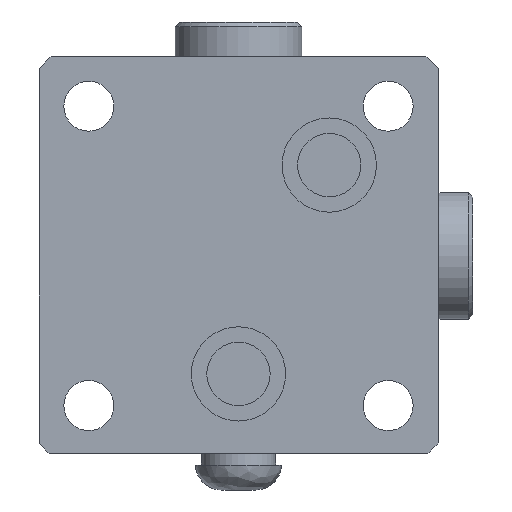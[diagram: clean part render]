
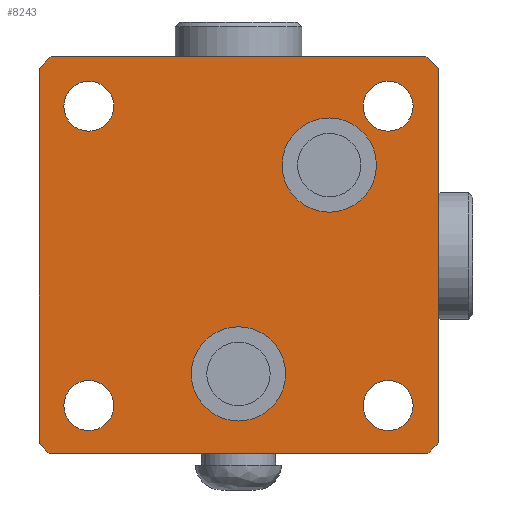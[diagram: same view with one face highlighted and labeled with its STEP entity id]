
A CAD part, front view. The second image highlights one B-rep face of the part: STEP entity #8243.
In plain terms, the highlighted planar face has unit normal (0, -1, 0).
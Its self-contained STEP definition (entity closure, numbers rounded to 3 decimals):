
#553=CARTESIAN_POINT('',(16.497,-19.38,-16.497));
#554=DIRECTION('',(0.,1.,0.));
#555=DIRECTION('',(1.,0.,0.));
#556=AXIS2_PLACEMENT_3D('',#553,#554,#555);
#561=CARTESIAN_POINT('',(16.497,-19.38,-16.497));
#562=DIRECTION('',(0.,1.,0.));
#563=DIRECTION('',(-1.,0.,0.));
#564=AXIS2_PLACEMENT_3D('',#561,#562,#563);
#569=CARTESIAN_POINT('',(-16.497,-19.38,-16.497));
#570=DIRECTION('',(0.,1.,0.));
#571=DIRECTION('',(1.,0.,0.));
#572=AXIS2_PLACEMENT_3D('',#569,#570,#571);
#577=CARTESIAN_POINT('',(-16.497,-19.38,-16.497));
#578=DIRECTION('',(0.,1.,0.));
#579=DIRECTION('',(-1.,0.,0.));
#580=AXIS2_PLACEMENT_3D('',#577,#578,#579);
#585=CARTESIAN_POINT('',(-16.497,-19.38,16.497));
#586=DIRECTION('',(0.,1.,0.));
#587=DIRECTION('',(1.,0.,0.));
#588=AXIS2_PLACEMENT_3D('',#585,#586,#587);
#593=CARTESIAN_POINT('',(-16.497,-19.38,16.497));
#594=DIRECTION('',(0.,1.,0.));
#595=DIRECTION('',(-1.,0.,0.));
#596=AXIS2_PLACEMENT_3D('',#593,#594,#595);
#601=CARTESIAN_POINT('',(16.497,-19.38,16.497));
#602=DIRECTION('',(0.,1.,0.));
#603=DIRECTION('',(1.,0.,0.));
#604=AXIS2_PLACEMENT_3D('',#601,#602,#603);
#609=CARTESIAN_POINT('',(16.497,-19.38,16.497));
#610=DIRECTION('',(0.,1.,0.));
#611=DIRECTION('',(-1.,0.,0.));
#612=AXIS2_PLACEMENT_3D('',#609,#610,#611);
#617=CARTESIAN_POINT('',(10.008,-19.38,10.008));
#618=DIRECTION('',(0.,-1.,0.));
#619=DIRECTION('',(0.,0.,-1.));
#620=AXIS2_PLACEMENT_3D('',#617,#618,#619);
#625=CARTESIAN_POINT('',(10.008,-19.38,10.008));
#626=DIRECTION('',(0.,-1.,0.));
#627=DIRECTION('',(0.,0.,1.));
#628=AXIS2_PLACEMENT_3D('',#625,#626,#627);
#633=CARTESIAN_POINT('',(0.,-19.38,-13.005));
#634=DIRECTION('',(0.,-1.,0.));
#635=DIRECTION('',(0.,0.,-1.));
#636=AXIS2_PLACEMENT_3D('',#633,#634,#635);
#641=CARTESIAN_POINT('',(0.,-19.38,-13.005));
#642=DIRECTION('',(0.,-1.,0.));
#643=DIRECTION('',(0.,0.,1.));
#644=AXIS2_PLACEMENT_3D('',#641,#642,#643);
#649=DIRECTION('',(1.,0.,0.));
#650=VECTOR('',#649,41.764);
#651=CARTESIAN_POINT('',(-20.882,-19.38,-21.765));
#652=LINE('',#651,#650);
#656=CARTESIAN_POINT('',(0.,-19.38,0.));
#657=DIRECTION('',(0.,-1.,0.));
#658=DIRECTION('',(-0.728,0.,-0.685));
#659=AXIS2_PLACEMENT_3D('',#656,#657,#658);
#664=DIRECTION('',(0.,0.,1.));
#665=VECTOR('',#664,41.33);
#666=CARTESIAN_POINT('',(-21.971,-19.38,-20.665));
#667=LINE('',#666,#665);
#671=CARTESIAN_POINT('',(0.,-19.38,0.));
#672=DIRECTION('',(0.,-1.,0.));
#673=DIRECTION('',(-0.685,0.,0.728));
#674=AXIS2_PLACEMENT_3D('',#671,#672,#673);
#679=DIRECTION('',(1.,0.,0.));
#680=VECTOR('',#679,41.33);
#681=CARTESIAN_POINT('',(-20.665,-19.38,21.971));
#682=LINE('',#681,#680);
#686=CARTESIAN_POINT('',(0.,-19.38,0.));
#687=DIRECTION('',(0.,-1.,0.));
#688=DIRECTION('',(0.73,0.,0.683));
#689=AXIS2_PLACEMENT_3D('',#686,#687,#688);
#694=DIRECTION('',(0.,0.,-1.));
#695=VECTOR('',#694,41.222);
#696=CARTESIAN_POINT('',(22.022,-19.38,20.611));
#697=LINE('',#696,#695);
#701=CARTESIAN_POINT('',(0.,-19.38,0.));
#702=DIRECTION('',(0.,-1.,0.));
#703=DIRECTION('',(0.692,0.,-0.722));
#704=AXIS2_PLACEMENT_3D('',#701,#702,#703);
#7342=CARTESIAN_POINT('',(19.247,-19.38,-16.497));
#7344=VERTEX_POINT('',#7342);
#7346=CARTESIAN_POINT('',(13.747,-19.38,-16.497));
#7348=VERTEX_POINT('',#7346);
#7350=CARTESIAN_POINT('',(-13.747,-19.38,-16.497));
#7352=VERTEX_POINT('',#7350);
#7354=CARTESIAN_POINT('',(-19.247,-19.38,-16.497));
#7356=VERTEX_POINT('',#7354);
#7358=CARTESIAN_POINT('',(-13.747,-19.38,16.497));
#7360=VERTEX_POINT('',#7358);
#7362=CARTESIAN_POINT('',(-19.247,-19.38,16.497));
#7364=VERTEX_POINT('',#7362);
#7366=CARTESIAN_POINT('',(19.247,-19.38,16.497));
#7368=VERTEX_POINT('',#7366);
#7370=CARTESIAN_POINT('',(13.747,-19.38,16.497));
#7372=VERTEX_POINT('',#7370);
#7389=CARTESIAN_POINT('',(22.022,-19.38,20.611));
#7390=CARTESIAN_POINT('',(20.665,-19.38,21.971));
#7391=VERTEX_POINT('',#7389);
#7392=VERTEX_POINT('',#7390);
#7393=CARTESIAN_POINT('',(-20.665,-19.38,21.971));
#7394=CARTESIAN_POINT('',(-21.971,-19.38,20.665));
#7395=VERTEX_POINT('',#7393);
#7396=VERTEX_POINT('',#7394);
#7398=CARTESIAN_POINT('',(-21.971,-19.38,-20.665));
#7400=VERTEX_POINT('',#7398);
#7408=CARTESIAN_POINT('',(22.022,-19.38,-20.611));
#7410=VERTEX_POINT('',#7408);
#7437=CARTESIAN_POINT('',(10.008,-19.38,4.813));
#7438=VERTEX_POINT('',#7437);
#7439=CARTESIAN_POINT('',(10.008,-19.38,15.202));
#7440=VERTEX_POINT('',#7439);
#7441=CARTESIAN_POINT('',(0.,-19.38,-18.199));
#7442=VERTEX_POINT('',#7441);
#7443=CARTESIAN_POINT('',(0.,-19.38,-7.811));
#7444=VERTEX_POINT('',#7443);
#7901=CARTESIAN_POINT('',(-20.882,-19.38,-21.765));
#7902=CARTESIAN_POINT('',(20.882,-19.38,-21.765));
#7903=VERTEX_POINT('',#7901);
#7904=VERTEX_POINT('',#7902);
#8188=CARTESIAN_POINT('',(0.,-19.38,0.));
#8189=DIRECTION('',(0.,1.,0.));
#8190=DIRECTION('',(1.,0.,0.));
#8191=AXIS2_PLACEMENT_3D('',#8188,#8189,#8190);
#8192=PLANE('',#8191);
#8193=ORIENTED_EDGE('',*,*,#8153,.F.);
#8194=ORIENTED_EDGE('',*,*,#8128,.F.);
#8196=ORIENTED_EDGE('',*,*,#8195,.T.);
#8198=ORIENTED_EDGE('',*,*,#8197,.F.);
#8200=ORIENTED_EDGE('',*,*,#8199,.T.);
#8202=ORIENTED_EDGE('',*,*,#8201,.F.);
#8203=ORIENTED_EDGE('',*,*,#7988,.T.);
#8204=ORIENTED_EDGE('',*,*,#8140,.F.);
#8205=EDGE_LOOP('',(#8193,#8194,#8196,#8198,#8200,#8202,#8203,#8204));
#8206=FACE_OUTER_BOUND('',#8205,.F.);
#8208=ORIENTED_EDGE('',*,*,#8207,.F.);
#8210=ORIENTED_EDGE('',*,*,#8209,.F.);
#8211=EDGE_LOOP('',(#8208,#8210));
#8212=FACE_BOUND('',#8211,.F.);
#8214=ORIENTED_EDGE('',*,*,#8213,.F.);
#8216=ORIENTED_EDGE('',*,*,#8215,.F.);
#8217=EDGE_LOOP('',(#8214,#8216));
#8218=FACE_BOUND('',#8217,.F.);
#8220=ORIENTED_EDGE('',*,*,#8219,.F.);
#8222=ORIENTED_EDGE('',*,*,#8221,.F.);
#8223=EDGE_LOOP('',(#8220,#8222));
#8224=FACE_BOUND('',#8223,.F.);
#8226=ORIENTED_EDGE('',*,*,#8225,.T.);
#8228=ORIENTED_EDGE('',*,*,#8227,.T.);
#8229=EDGE_LOOP('',(#8226,#8228));
#8230=FACE_BOUND('',#8229,.F.);
#8232=ORIENTED_EDGE('',*,*,#8231,.T.);
#8234=ORIENTED_EDGE('',*,*,#8233,.T.);
#8235=EDGE_LOOP('',(#8232,#8234));
#8236=FACE_BOUND('',#8235,.F.);
#8238=ORIENTED_EDGE('',*,*,#8237,.F.);
#8240=ORIENTED_EDGE('',*,*,#8239,.F.);
#8241=EDGE_LOOP('',(#8238,#8240));
#8242=FACE_BOUND('',#8241,.F.);
#557=CIRCLE('',#556,2.75);
#565=CIRCLE('',#564,2.75);
#573=CIRCLE('',#572,2.75);
#581=CIRCLE('',#580,2.75);
#589=CIRCLE('',#588,2.75);
#597=CIRCLE('',#596,2.75);
#605=CIRCLE('',#604,2.75);
#613=CIRCLE('',#612,2.75);
#621=CIRCLE('',#620,5.194);
#629=CIRCLE('',#628,5.194);
#637=CIRCLE('',#636,5.194);
#645=CIRCLE('',#644,5.194);
#660=CIRCLE('',#659,30.163);
#675=CIRCLE('',#674,30.163);
#690=CIRCLE('',#689,30.163);
#705=CIRCLE('',#704,30.163);
#7988=EDGE_CURVE('',#7391,#7410,#697,.T.);
#8128=EDGE_CURVE('',#7400,#7903,#660,.T.);
#8140=EDGE_CURVE('',#7904,#7410,#705,.T.);
#8153=EDGE_CURVE('',#7903,#7904,#652,.T.);
#8195=EDGE_CURVE('',#7400,#7396,#667,.T.);
#8197=EDGE_CURVE('',#7395,#7396,#675,.T.);
#8199=EDGE_CURVE('',#7395,#7392,#682,.T.);
#8201=EDGE_CURVE('',#7391,#7392,#690,.T.);
#8207=EDGE_CURVE('',#7352,#7356,#573,.T.);
#8209=EDGE_CURVE('',#7356,#7352,#581,.T.);
#8213=EDGE_CURVE('',#7360,#7364,#589,.T.);
#8215=EDGE_CURVE('',#7364,#7360,#597,.T.);
#8219=EDGE_CURVE('',#7368,#7372,#605,.T.);
#8221=EDGE_CURVE('',#7372,#7368,#613,.T.);
#8225=EDGE_CURVE('',#7438,#7440,#621,.T.);
#8227=EDGE_CURVE('',#7440,#7438,#629,.T.);
#8231=EDGE_CURVE('',#7442,#7444,#637,.T.);
#8233=EDGE_CURVE('',#7444,#7442,#645,.T.);
#8237=EDGE_CURVE('',#7344,#7348,#557,.T.);
#8239=EDGE_CURVE('',#7348,#7344,#565,.T.);
#8243=ADVANCED_FACE('',(#8206,#8212,#8218,#8224,#8230,#8236,#8242),#8192,.F.);
